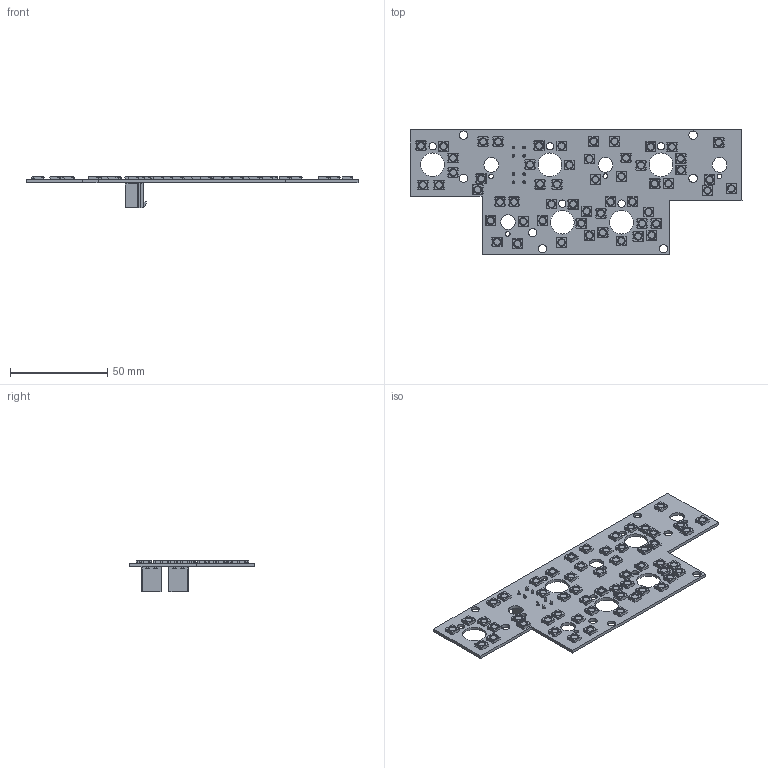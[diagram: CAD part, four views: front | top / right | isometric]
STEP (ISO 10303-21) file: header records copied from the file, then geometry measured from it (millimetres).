
FILE_DESCRIPTION(('KiCad electronic assembly'),'2;1');
FILE_NAME('HUD PANEL.step','2023-04-01T13:07:23',('Pcbnew'),('Kicad'), 'Open CASCADE STEP processor 7.6','KiCad to STEP converter','Unknown' );
FILE_SCHEMA(('AUTOMOTIVE_DESIGN { 1 0 10303 214 1 1 1 1 }'));
Length unit declared in the file: millimetre
Products named in the file (6): HUD PANEL 1; LED_WS2812B_PLCC4_5.0x5.0mm_P3.2mm; SOLID; Molex_Mini-Fit_Jr_5566-04A_2x02_P4.20mm_Vertical; HUD PANEL PCB
Assembly tree (61 placements, depth 3):
  HUD PANEL 1
    LED_WS2812B_PLCC4_5.0x5.0mm_P3.2mm  x56
      SOLID
    Molex_Mini-Fit_Jr_5566-04A_2x02_P4.20mm_Vertical  x2
      SOLID
    HUD PANEL PCB
Bounding box: 170.79 x 64.47 x 16.3 mm (x, y, z)
Volume: 16007.6 mm3; surface area: 25202.9 mm2
Topology: 59 solids, 59 shells, 4111 faces, 12071 edges, 7934 vertices
Faces by surface type: plane 2788, cylinder 1267, cone 56
Full cylindrical faces by diameter (mm): 1.4 x8, 2.381 x4, 3.333 x56, 3.81 x5, 4.305 x7, 7.541 x4, 12.192 x5
Entity records: 17895 total; most frequent: CARTESIAN_POINT 3117, DIRECTION 2707, LINE 1799, VECTOR 1799, ORIENTED_EDGE 1346, PCURVE 1346, DEFINITIONAL_REPRESENTATION 1346, EDGE_CURVE 673
